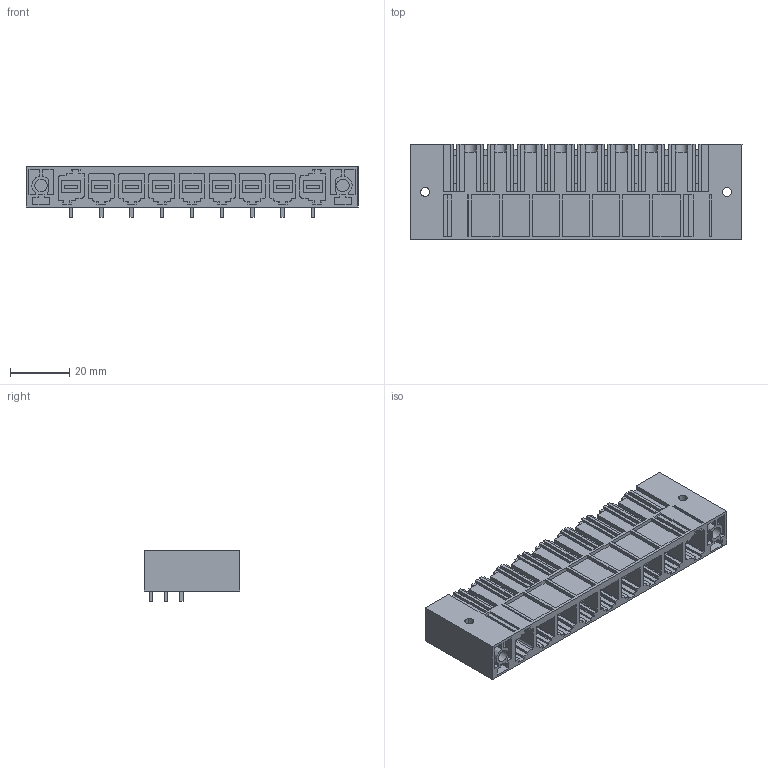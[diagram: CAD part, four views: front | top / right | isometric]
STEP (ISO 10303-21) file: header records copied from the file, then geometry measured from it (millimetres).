
FILE_DESCRIPTION(('CATIA V5 STEP Exchange','CAx-IF Rec.Pracs.--- Model Styling and Organization---1.2---2011-12-15'),'2;1');
FILE_NAME ('D1457537_0_1851190000_1851190000.stp','2018-03-12T12:20:05+00:00',('none'),('Weidmueller'),'CATIA Version 5-6 Release 2014','CATIA V5 STEP AP214','none');
FILE_SCHEMA(('AUTOMOTIVE_DESIGN { 1 0 10303 214 1 1 1 1 }'));
Length unit declared in the file: millimetre
Products named in the file (1): 1851190000
Bounding box: 111.76 x 32 x 17.1 mm (x, y, z)
Volume: 29754.6 mm3; surface area: 30274.4 mm2
Topology: 12 solids, 12 shells, 1355 faces, 3959 edges, 2674 vertices
Faces by surface type: plane 1192, extrusion 127, cylinder 36
Entity records: 43864 total; most frequent: CARTESIAN_POINT 9255, ORIENTED_EDGE 7918, DIRECTION 5222, EDGE_CURVE 3959, VECTOR 3744, LINE 3617, VERTEX_POINT 2674, EDGE_LOOP 1427
